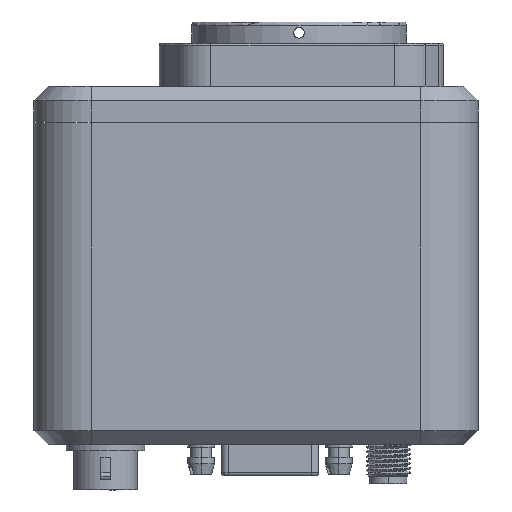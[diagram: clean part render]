
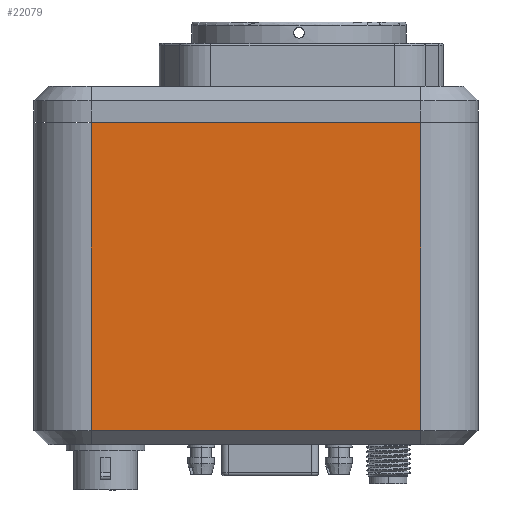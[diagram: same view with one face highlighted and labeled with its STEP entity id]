
A CAD part, front view. The second image highlights one B-rep face of the part: STEP entity #22079.
In plain terms, the highlighted planar face has unit normal (0, -1, 0).
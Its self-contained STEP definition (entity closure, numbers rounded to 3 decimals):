
#7 = CARTESIAN_POINT ( 'NONE',  ( 36.219, -10.138, -12.467 ) ) ;
#496 = CARTESIAN_POINT ( 'NONE',  ( 44.219, -10.138, -12.467 ) ) ;
#2575 = FACE_OUTER_BOUND ( 'NONE', #22493, .T. ) ;
#2899 = DIRECTION ( 'NONE',  ( 0., 0., -1. ) ) ;
#5673 = DIRECTION ( 'NONE',  ( -1., 0., 0. ) ) ;
#5726 = VERTEX_POINT ( 'NONE', #40536 ) ;
#7015 = DIRECTION ( 'NONE',  ( 0., 0., -1. ) ) ;
#13042 = VECTOR ( 'NONE', #2899, 1000. ) ;
#13424 = ORIENTED_EDGE ( 'NONE', *, *, #57479, .T. ) ;
#14408 = CARTESIAN_POINT ( 'NONE',  ( 44.219, -10.138, -14.467 ) ) ;
#19593 = PLANE ( 'NONE',  #50093 ) ;
#21852 = VERTEX_POINT ( 'NONE', #68816 ) ;
#22079 = ADVANCED_FACE ( 'NONE', ( #2575 ), #19593, .T. ) ;
#22493 = EDGE_LOOP ( 'NONE', ( #13424, #44269, #50799, #40303 ) ) ;
#24324 = LINE ( 'NONE', #36150, #53789 ) ;
#24753 = DIRECTION ( 'NONE',  ( 0., -1., 0. ) ) ;
#24943 = VECTOR ( 'NONE', #5673, 1000. ) ;
#26878 = EDGE_CURVE ( 'NONE', #47936, #57256, #48012, .T. ) ;
#29199 = LINE ( 'NONE', #46942, #64100 ) ;
#36150 = CARTESIAN_POINT ( 'NONE',  ( 44.219, -10.138, 30.533 ) ) ;
#37654 = CARTESIAN_POINT ( 'NONE',  ( 36.219, -10.138, 30.533 ) ) ;
#39678 = LINE ( 'NONE', #496, #24943 ) ;
#40303 = ORIENTED_EDGE ( 'NONE', *, *, #64465, .T. ) ;
#40536 = CARTESIAN_POINT ( 'NONE',  ( -9.781, -10.138, -12.467 ) ) ;
#44269 = ORIENTED_EDGE ( 'NONE', *, *, #73192, .F. ) ;
#46942 = CARTESIAN_POINT ( 'NONE',  ( -9.781, -10.138, -14.467 ) ) ;
#47936 = VERTEX_POINT ( 'NONE', #37654 ) ;
#48012 = LINE ( 'NONE', #53921, #13042 ) ;
#50093 = AXIS2_PLACEMENT_3D ( 'NONE', #14408, #24753, #53227 ) ;
#50799 = ORIENTED_EDGE ( 'NONE', *, *, #26878, .F. ) ;
#53227 = DIRECTION ( 'NONE',  ( 0., 0., 1. ) ) ;
#53789 = VECTOR ( 'NONE', #63898, 1000. ) ;
#53921 = CARTESIAN_POINT ( 'NONE',  ( 36.219, -10.138, -14.467 ) ) ;
#57256 = VERTEX_POINT ( 'NONE', #7 ) ;
#57479 = EDGE_CURVE ( 'NONE', #21852, #5726, #29199, .T. ) ;
#63898 = DIRECTION ( 'NONE',  ( -1., 0., 0. ) ) ;
#64100 = VECTOR ( 'NONE', #7015, 1000. ) ;
#64465 = EDGE_CURVE ( 'NONE', #47936, #21852, #24324, .T. ) ;
#68816 = CARTESIAN_POINT ( 'NONE',  ( -9.781, -10.138, 30.533 ) ) ;
#73192 = EDGE_CURVE ( 'NONE', #57256, #5726, #39678, .T. ) ;
